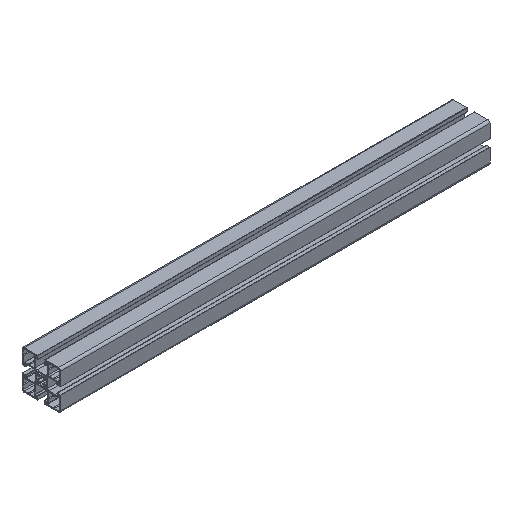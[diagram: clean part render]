
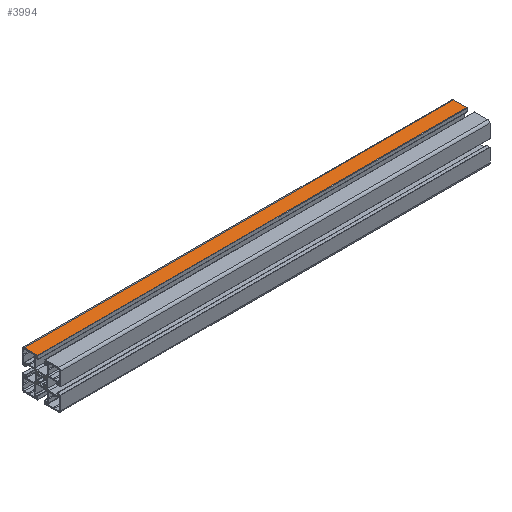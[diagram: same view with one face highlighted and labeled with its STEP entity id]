
A CAD part, isometric view. The second image highlights one B-rep face of the part: STEP entity #3994.
In plain terms, the highlighted planar face has unit normal (0, 0, 1).
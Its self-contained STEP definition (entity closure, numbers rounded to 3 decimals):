
#96=PLANE('',#4346);
#276=FACE_OUTER_BOUND('',#478,.T.);
#478=EDGE_LOOP('',(#3130,#3131,#3132,#3133));
#830=LINE('',#6513,#1238);
#831=LINE('',#6516,#1239);
#832=LINE('',#6518,#1240);
#833=LINE('',#6519,#1241);
#1238=VECTOR('',#5318,1.);
#1239=VECTOR('',#5321,1.);
#1240=VECTOR('',#5322,1.);
#1241=VECTOR('',#5323,1.);
#1842=VERTEX_POINT('',#6509);
#1843=VERTEX_POINT('',#6511);
#1844=VERTEX_POINT('',#6515);
#1845=VERTEX_POINT('',#6517);
#2386=EDGE_CURVE('',#1842,#1843,#830,.T.);
#2387=EDGE_CURVE('',#1844,#1842,#831,.T.);
#2388=EDGE_CURVE('',#1845,#1843,#832,.T.);
#2389=EDGE_CURVE('',#1844,#1845,#833,.T.);
#3130=ORIENTED_EDGE('',*,*,#2387,.T.);
#3131=ORIENTED_EDGE('',*,*,#2386,.T.);
#3132=ORIENTED_EDGE('',*,*,#2388,.F.);
#3133=ORIENTED_EDGE('',*,*,#2389,.F.);
#3994=ADVANCED_FACE('',(#276),#96,.T.);
#4346=AXIS2_PLACEMENT_3D('',#6514,#5319,#5320);
#5318=DIRECTION('',(1.,0.,0.));
#5319=DIRECTION('center_axis',(0.,0.,1.));
#5320=DIRECTION('ref_axis',(0.,-1.,0.));
#5321=DIRECTION('',(0.,-1.,0.));
#5322=DIRECTION('',(0.,-1.,0.));
#5323=DIRECTION('',(1.,0.,0.));
#6509=CARTESIAN_POINT('',(0.,26.9,45.));
#6511=CARTESIAN_POINT('',(500.,26.9,45.));
#6513=CARTESIAN_POINT('',(0.,26.9,45.));
#6514=CARTESIAN_POINT('Origin',(0.,42.5,45.));
#6515=CARTESIAN_POINT('',(0.,42.5,45.));
#6516=CARTESIAN_POINT('',(0.,42.5,45.));
#6517=CARTESIAN_POINT('',(500.,42.5,45.));
#6518=CARTESIAN_POINT('',(500.,42.5,45.));
#6519=CARTESIAN_POINT('',(0.,42.5,45.));
